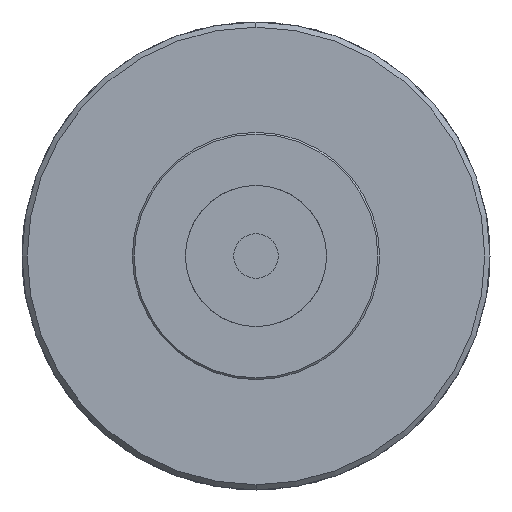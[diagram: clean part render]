
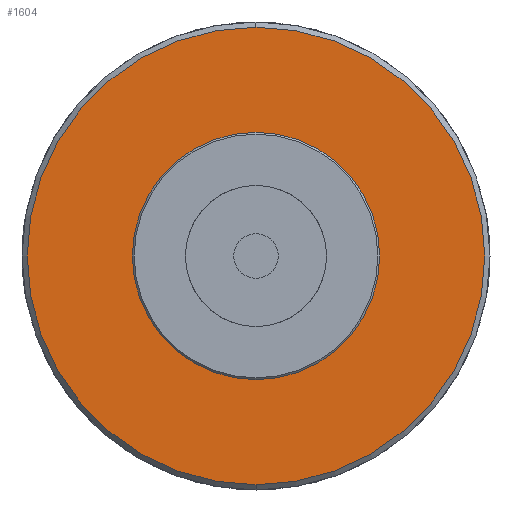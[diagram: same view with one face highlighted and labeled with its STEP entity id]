
A CAD part, front view. The second image highlights one B-rep face of the part: STEP entity #1604.
In plain terms, the highlighted planar face has unit normal (0, -1, 0).
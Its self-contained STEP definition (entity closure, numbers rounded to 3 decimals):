
#130=CARTESIAN_POINT('',(0.,0.,0.));
#131=DIRECTION('',(0.,-1.,0.));
#132=DIRECTION('',(0.707,0.,0.707));
#133=AXIS2_PLACEMENT_3D('',#130,#131,#132);
#135=CARTESIAN_POINT('',(0.,0.,0.));
#136=DIRECTION('',(0.,-1.,0.));
#137=DIRECTION('',(-0.707,0.,-0.707));
#138=AXIS2_PLACEMENT_3D('',#135,#136,#137);
#149=CARTESIAN_POINT('',(0.,0.,0.));
#150=DIRECTION('',(0.,1.,0.));
#151=DIRECTION('',(0.,0.,-1.));
#152=AXIS2_PLACEMENT_3D('',#149,#150,#151);
#831=CARTESIAN_POINT('',(0.,0.,0.));
#832=DIRECTION('',(0.,-1.,0.));
#833=DIRECTION('',(0.,0.,-1.));
#834=AXIS2_PLACEMENT_3D('',#831,#832,#833);
#1219=CARTESIAN_POINT('',(0.,0.,-30.8));
#1220=CARTESIAN_POINT('',(0.,0.,30.8));
#1221=VERTEX_POINT('',#1219);
#1222=VERTEX_POINT('',#1220);
#1323=CARTESIAN_POINT('',(10.076,0.,10.076));
#1324=CARTESIAN_POINT('',(-10.076,0.,-10.076));
#1325=VERTEX_POINT('',#1323);
#1326=VERTEX_POINT('',#1324);
#1589=CARTESIAN_POINT('',(0.,0.,0.));
#1590=DIRECTION('',(0.,-1.,0.));
#1591=DIRECTION('',(0.,0.,1.));
#1592=AXIS2_PLACEMENT_3D('',#1589,#1590,#1591);
#1593=PLANE('',#1592);
#1595=ORIENTED_EDGE('',*,*,#1594,.T.);
#1597=ORIENTED_EDGE('',*,*,#1596,.F.);
#1598=EDGE_LOOP('',(#1595,#1597));
#1599=FACE_OUTER_BOUND('',#1598,.F.);
#1600=ORIENTED_EDGE('',*,*,#1569,.T.);
#1601=ORIENTED_EDGE('',*,*,#1583,.T.);
#1602=EDGE_LOOP('',(#1600,#1601));
#1603=FACE_BOUND('',#1602,.F.);
#1604=ADVANCED_FACE('',(#1599,#1603),#1593,.T.);
#134=CIRCLE('',#133,14.25);
#139=CIRCLE('',#138,14.25);
#153=CIRCLE('',#152,30.8);
#835=CIRCLE('',#834,30.8);
#1569=EDGE_CURVE('',#1325,#1326,#134,.T.);
#1583=EDGE_CURVE('',#1326,#1325,#139,.T.);
#1594=EDGE_CURVE('',#1221,#1222,#153,.T.);
#1596=EDGE_CURVE('',#1221,#1222,#835,.T.);
